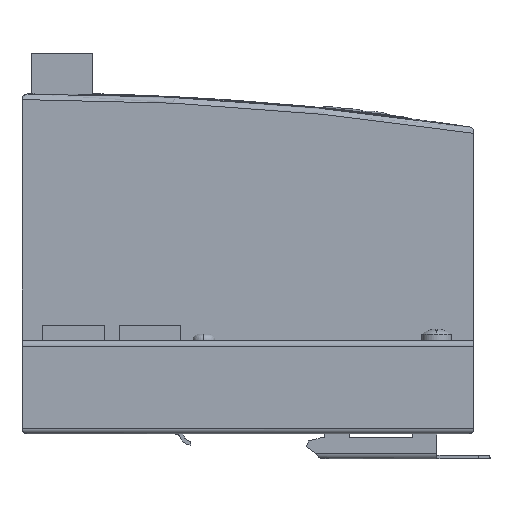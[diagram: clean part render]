
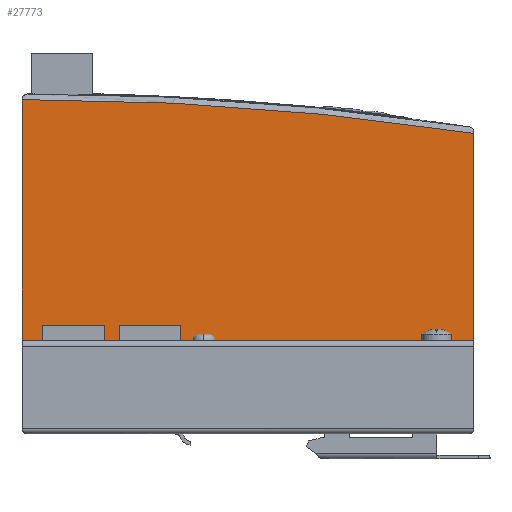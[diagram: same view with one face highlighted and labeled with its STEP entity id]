
A CAD part, left-side view. The second image highlights one B-rep face of the part: STEP entity #27773.
In plain terms, the highlighted planar face has unit normal (-1, 0, 0).
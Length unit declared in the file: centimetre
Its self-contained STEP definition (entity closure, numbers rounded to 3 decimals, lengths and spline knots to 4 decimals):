
#2722=VECTOR('',#31148,1.);
#2739=VECTOR('',#31192,1.);
#2740=VECTOR('',#31194,1.);
#5750=LINE('',#36749,#2722);
#5767=LINE('',#36889,#2739);
#5768=LINE('',#36891,#2740);
#8780=VERTEX_POINT('',#36719);
#8781=VERTEX_POINT('',#36720);
#8788=VERTEX_POINT('',#36750);
#8789=VERTEX_POINT('',#36752);
#8796=VERTEX_POINT('',#36869);
#8797=VERTEX_POINT('',#36870);
#11497=CIRCLE('',#29331,0.15);
#11502=CIRCLE('',#29338,79.85);
#11506=CIRCLE('',#29348,0.15);
#11952=EDGE_CURVE('',#8780,#8781,#11497,.T.);
#11961=EDGE_CURVE('',#8788,#8789,#11502,.T.);
#11977=EDGE_CURVE('',#8796,#8797,#11506,.T.);
#11983=EDGE_CURVE('',#8781,#8788,#5750,.T.);
#11988=EDGE_CURVE('',#8797,#8780,#5767,.T.);
#11989=EDGE_CURVE('',#8789,#8796,#5768,.T.);
#16142=ORIENTED_EDGE('',*,*,#11961,.F.);
#16143=ORIENTED_EDGE('',*,*,#11983,.F.);
#16144=ORIENTED_EDGE('',*,*,#11952,.F.);
#16145=ORIENTED_EDGE('',*,*,#11988,.F.);
#16146=ORIENTED_EDGE('',*,*,#11977,.F.);
#16147=ORIENTED_EDGE('',*,*,#11989,.F.);
#24330=EDGE_LOOP('',(#16142,#16143,#16144,#16145,#16146,#16147));
#26052=FACE_BOUND('',#24330,.T.);
#27773=ADVANCED_FACE('',(#26052),#61405,.F.);
#29331=AXIS2_PLACEMENT_3D('',#36718,#31133,#31134);
#29338=AXIS2_PLACEMENT_3D('',#36751,#31149,#31150);
#29348=AXIS2_PLACEMENT_3D('',#36868,#31176,#31177);
#29354=AXIS2_PLACEMENT_3D('',#36894,#31197,$);
#31133=DIRECTION('',(1.,0.,0.));
#31134=DIRECTION('',(0.,0.106,-0.106));
#31148=DIRECTION('',(0.,0.,1.));
#31149=DIRECTION('',(1.,0.,0.));
#31150=DIRECTION('',(0.,-5.923,79.63));
#31176=DIRECTION('',(1.,0.,0.));
#31177=DIRECTION('',(0.,-0.106,-0.106));
#31192=DIRECTION('',(0.,1.,0.));
#31194=DIRECTION('',(0.,0.,-1.));
#31197=DIRECTION('',(1.,0.,0.));
#36718=CARTESIAN_POINT('',(-2.8,5.9,0.15));
#36719=CARTESIAN_POINT('',(-2.8,5.9,0.));
#36720=CARTESIAN_POINT('',(-2.8,6.05,0.15));
#36749=CARTESIAN_POINT('',(-2.8,6.05,0.));
#36750=CARTESIAN_POINT('',(-2.8,6.05,8.95));
#36751=CARTESIAN_POINT('',(-2.8,5.9169,-70.8999));
#36752=CARTESIAN_POINT('',(-2.8,-6.05,8.0483));
#36868=CARTESIAN_POINT('',(-2.8,-5.9,0.15));
#36869=CARTESIAN_POINT('',(-2.8,-6.05,0.15));
#36870=CARTESIAN_POINT('',(-2.8,-5.9,0.));
#36889=CARTESIAN_POINT('',(-2.8,-6.05,0.));
#36891=CARTESIAN_POINT('',(-2.8,-6.05,8.2));
#36894=CARTESIAN_POINT('',(-2.8,0.1281,4.3749));
#61405=PLANE('',#29354);
